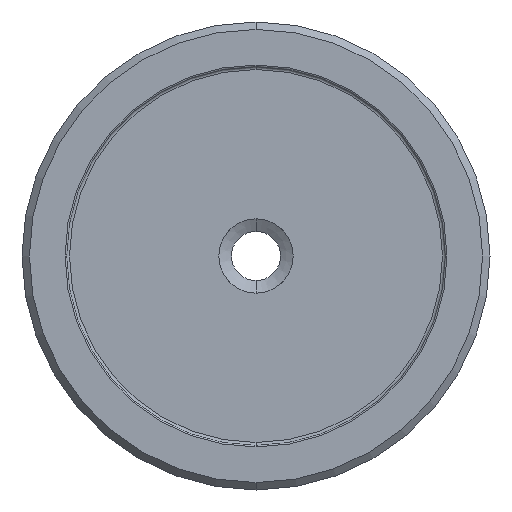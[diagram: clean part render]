
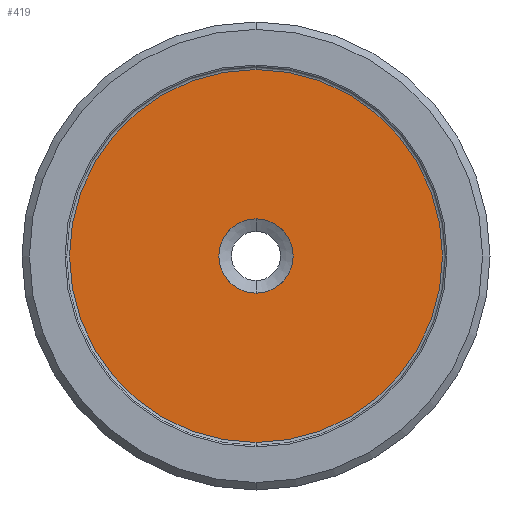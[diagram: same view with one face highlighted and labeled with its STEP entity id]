
A CAD part, front view. The second image highlights one B-rep face of the part: STEP entity #419.
In plain terms, the highlighted planar face has unit normal (0, -1, 0).
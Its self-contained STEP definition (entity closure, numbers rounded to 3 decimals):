
#46 = VERTEX_POINT ( 'NONE', #902 ) ;
#59 = CIRCLE ( 'NONE', #1071, 12.55 ) ;
#81 = EDGE_CURVE ( 'NONE', #1193, #1018, #875, .T. ) ;
#238 = DIRECTION ( 'NONE',  ( 0., -1., 0. ) ) ;
#245 = DIRECTION ( 'NONE',  ( 0., 0., 1. ) ) ;
#269 = CARTESIAN_POINT ( 'NONE',  ( 0., 0.5, 0. ) ) ;
#272 = DIRECTION ( 'NONE',  ( 0., 0., 1. ) ) ;
#274 = DIRECTION ( 'NONE',  ( 0., -1., 0. ) ) ;
#366 = CARTESIAN_POINT ( 'NONE',  ( 0., 0.5, -2.5 ) ) ;
#419 = ADVANCED_FACE ( 'NONE', ( #1057, #946 ), #1390, .F. ) ;
#441 = ORIENTED_EDGE ( 'NONE', *, *, #654, .T. ) ;
#513 = CARTESIAN_POINT ( 'NONE',  ( -12.55, 0.5, 0. ) ) ;
#548 = VERTEX_POINT ( 'NONE', #893 ) ;
#585 = AXIS2_PLACEMENT_3D ( 'NONE', #513, #879, #1404 ) ;
#618 = CARTESIAN_POINT ( 'NONE',  ( 0., 0.5, 2.5 ) ) ;
#626 = ORIENTED_EDGE ( 'NONE', *, *, #1194, .T. ) ;
#654 = EDGE_CURVE ( 'NONE', #548, #46, #59, .T. ) ;
#670 = DIRECTION ( 'NONE',  ( 0., 0., -1. ) ) ;
#719 = CARTESIAN_POINT ( 'NONE',  ( 0., 0.5, 0. ) ) ;
#721 = DIRECTION ( 'NONE',  ( 0., 0., -1. ) ) ;
#781 = CIRCLE ( 'NONE', #1377, 12.55 ) ;
#783 = AXIS2_PLACEMENT_3D ( 'NONE', #719, #1371, #272 ) ;
#868 = EDGE_LOOP ( 'NONE', ( #1138, #1437 ) ) ;
#875 = CIRCLE ( 'NONE', #1141, 2.5 ) ;
#879 = DIRECTION ( 'NONE',  ( 0., 1., 0. ) ) ;
#893 = CARTESIAN_POINT ( 'NONE',  ( 0., 0.5, 12.55 ) ) ;
#902 = CARTESIAN_POINT ( 'NONE',  ( 0., 0.5, -12.55 ) ) ;
#946 = FACE_OUTER_BOUND ( 'NONE', #1305, .T. ) ;
#962 = CIRCLE ( 'NONE', #783, 2.5 ) ;
#1018 = VERTEX_POINT ( 'NONE', #366 ) ;
#1057 = FACE_BOUND ( 'NONE', #868, .T. ) ;
#1071 = AXIS2_PLACEMENT_3D ( 'NONE', #1337, #238, #670 ) ;
#1138 = ORIENTED_EDGE ( 'NONE', *, *, #1399, .T. ) ;
#1141 = AXIS2_PLACEMENT_3D ( 'NONE', #1355, #1249, #245 ) ;
#1193 = VERTEX_POINT ( 'NONE', #618 ) ;
#1194 = EDGE_CURVE ( 'NONE', #46, #548, #781, .T. ) ;
#1249 = DIRECTION ( 'NONE',  ( 0., 1., 0. ) ) ;
#1305 = EDGE_LOOP ( 'NONE', ( #626, #441 ) ) ;
#1337 = CARTESIAN_POINT ( 'NONE',  ( 0., 0.5, 0. ) ) ;
#1355 = CARTESIAN_POINT ( 'NONE',  ( 0., 0.5, 0. ) ) ;
#1371 = DIRECTION ( 'NONE',  ( 0., 1., 0. ) ) ;
#1377 = AXIS2_PLACEMENT_3D ( 'NONE', #269, #274, #721 ) ;
#1390 = PLANE ( 'NONE',  #585 ) ;
#1399 = EDGE_CURVE ( 'NONE', #1018, #1193, #962, .T. ) ;
#1404 = DIRECTION ( 'NONE',  ( 0., 0., 1. ) ) ;
#1437 = ORIENTED_EDGE ( 'NONE', *, *, #81, .T. ) ;
